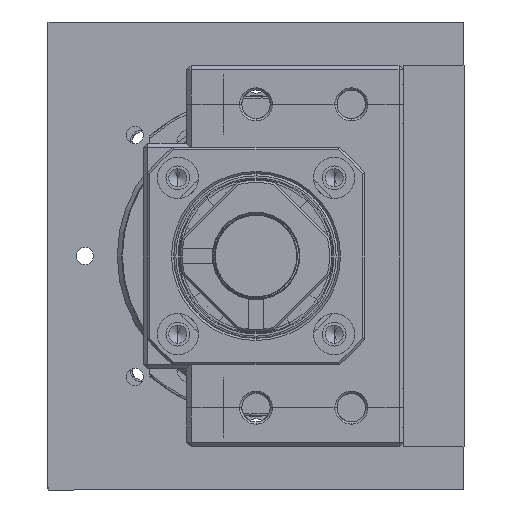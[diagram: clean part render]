
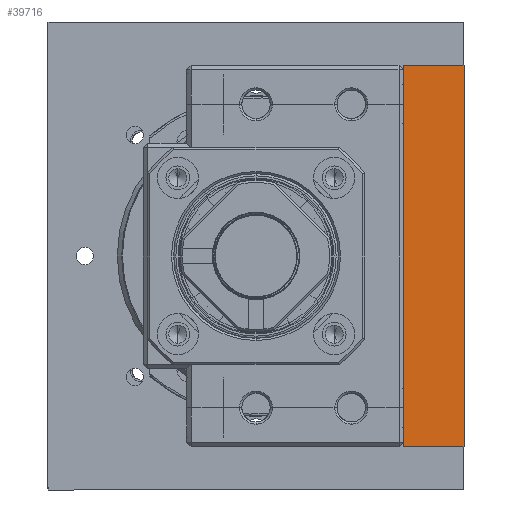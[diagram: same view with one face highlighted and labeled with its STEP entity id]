
A CAD part, left-side view. The second image highlights one B-rep face of the part: STEP entity #39716.
In plain terms, the highlighted face is planar.
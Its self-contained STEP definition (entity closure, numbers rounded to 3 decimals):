
#800 = LINE ( 'NONE', #17780, #34720 ) ;
#2518 = VECTOR ( 'NONE', #22293, 1000. ) ;
#2558 = VERTEX_POINT ( 'NONE', #11420 ) ;
#4724 = VERTEX_POINT ( 'NONE', #25582 ) ;
#7288 = ORIENTED_EDGE ( 'NONE', *, *, #37631, .F. ) ;
#11420 = CARTESIAN_POINT ( 'NONE',  ( 0., 0., 0. ) ) ;
#12855 = VECTOR ( 'NONE', #13363, 1000. ) ;
#13363 = DIRECTION ( 'NONE',  ( -1., 0., 0. ) ) ;
#13379 = ORIENTED_EDGE ( 'NONE', *, *, #35025, .F. ) ;
#16442 = DIRECTION ( 'NONE',  ( 0., 1., 0. ) ) ;
#17780 = CARTESIAN_POINT ( 'NONE',  ( 0., 0., 14. ) ) ;
#18601 = CARTESIAN_POINT ( 'NONE',  ( 88., 0., 14. ) ) ;
#19956 = DIRECTION ( 'NONE',  ( 0., 0., 1. ) ) ;
#22293 = DIRECTION ( 'NONE',  ( 0., 0., -1. ) ) ;
#24138 = EDGE_CURVE ( 'NONE', #32147, #4724, #35234, .T. ) ;
#25582 = CARTESIAN_POINT ( 'NONE',  ( 88., 0., 0. ) ) ;
#26674 = CARTESIAN_POINT ( 'NONE',  ( 88., 0., 14. ) ) ;
#30961 = CARTESIAN_POINT ( 'NONE',  ( 0., 0., 0. ) ) ;
#31260 = DIRECTION ( 'NONE',  ( 1., 0., 0. ) ) ;
#31430 = AXIS2_PLACEMENT_3D ( 'NONE', #33172, #16442, #34328 ) ;
#32147 = VERTEX_POINT ( 'NONE', #18601 ) ;
#33172 = CARTESIAN_POINT ( 'NONE',  ( 0., 0., 14. ) ) ;
#33195 = VECTOR ( 'NONE', #19956, 1000. ) ;
#34328 = DIRECTION ( 'NONE',  ( 0., 0., 1. ) ) ;
#34720 = VECTOR ( 'NONE', #31260, 1000. ) ;
#35025 = EDGE_CURVE ( 'NONE', #48438, #32147, #800, .T. ) ;
#35234 = LINE ( 'NONE', #26674, #2518 ) ;
#37631 = EDGE_CURVE ( 'NONE', #2558, #48438, #42548, .T. ) ;
#38728 = PLANE ( 'NONE',  #31430 ) ;
#39716 = ADVANCED_FACE ( 'NONE', ( #51044 ), #38728, .F. ) ;
#39764 = LINE ( 'NONE', #30961, #12855 ) ;
#41109 = EDGE_CURVE ( 'NONE', #4724, #2558, #39764, .T. ) ;
#42115 = ORIENTED_EDGE ( 'NONE', *, *, #24138, .F. ) ;
#42548 = LINE ( 'NONE', #43099, #33195 ) ;
#42972 = CARTESIAN_POINT ( 'NONE',  ( 0., 0., 14. ) ) ;
#43099 = CARTESIAN_POINT ( 'NONE',  ( 0., 0., 14. ) ) ;
#48438 = VERTEX_POINT ( 'NONE', #42972 ) ;
#49465 = ORIENTED_EDGE ( 'NONE', *, *, #41109, .F. ) ;
#51044 = FACE_OUTER_BOUND ( 'NONE', #57119, .T. ) ;
#57119 = EDGE_LOOP ( 'NONE', ( #42115, #13379, #7288, #49465 ) ) ;
